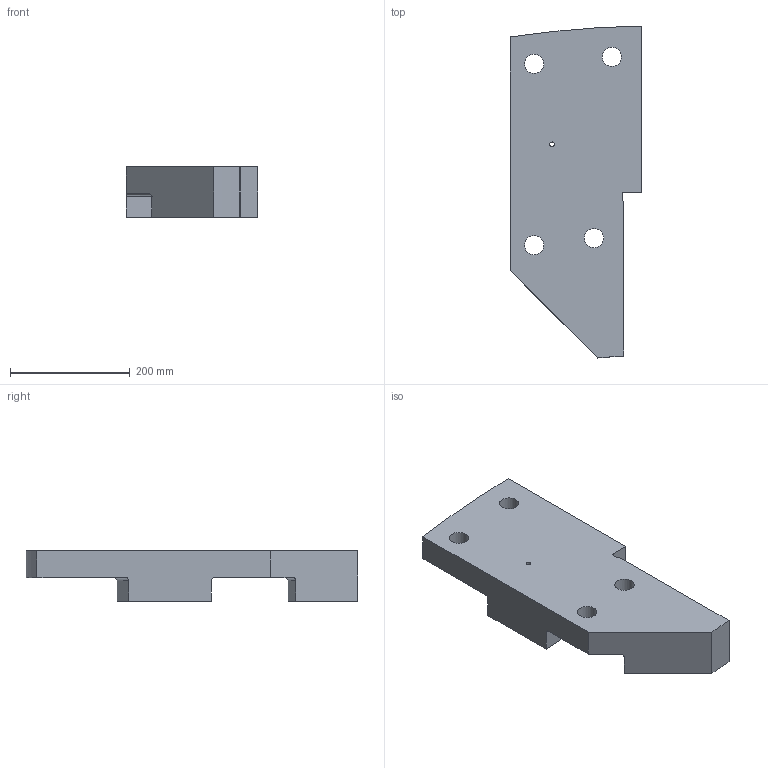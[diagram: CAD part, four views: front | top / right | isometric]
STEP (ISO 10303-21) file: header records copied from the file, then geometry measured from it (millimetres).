
FILE_DESCRIPTION(/* description */ (''),/* implementation_level */ '2;1');
FILE_NAME(/* name */ 'HFC369-2FS-004-01_A_Fin bar L.stp',/* time_stamp */ '2022-07-27T14:58:00+08:00',/* author */ (''),/* organization */ (''),/* preprocessor_version */ 'ST-DEVELOPER v16',/* originating_system */ 'SIEMENS PLM Software NX 10.0',/* authorisation */ '');
FILE_SCHEMA (('CONFIG_CONTROL_DESIGN'));
Length unit declared in the file: millimetre
Products named in the file (1): HFC369-2FS-004-01_A_Fin bar L
Bounding box: 220 x 554.45 x 84.5 mm (x, y, z)
Volume: 6026818.6 mm3; surface area: 326928.3 mm2
Topology: 1 solids, 1 shells, 26 faces, 101 edges, 98 vertices
Faces by surface type: plane 14, cylinder 12
Full cylindrical faces by diameter (mm): 8 x1, 32.103 x4
Entity records: 1051 total; most frequent: DIRECTION 181, CARTESIAN_POINT 171, ORIENTED_EDGE 134, EDGE_CURVE 67, AXIS2_PLACEMENT_3D 63, LINE 55, VECTOR 55, VERTEX_POINT 48
